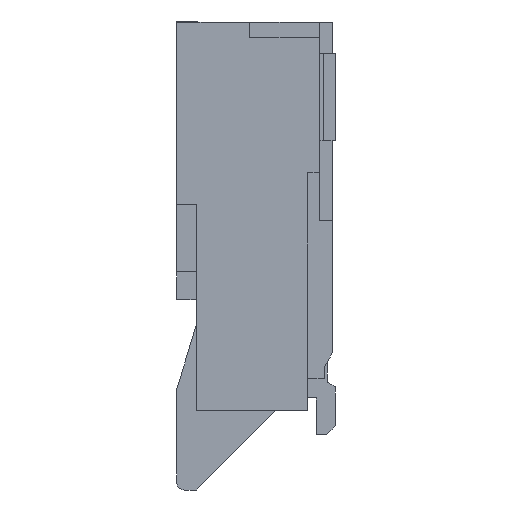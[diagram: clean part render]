
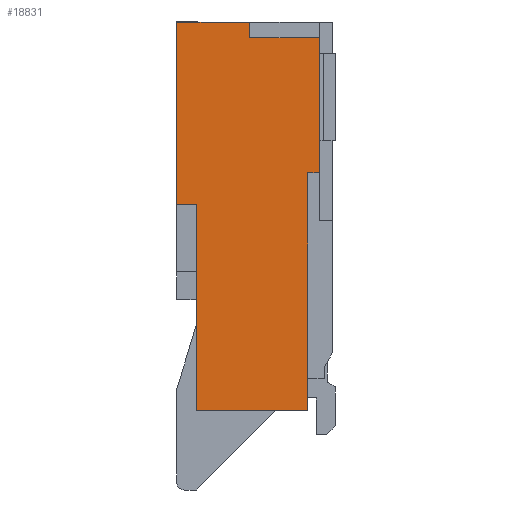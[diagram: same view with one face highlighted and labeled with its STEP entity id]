
A CAD part, left-side view. The second image highlights one B-rep face of the part: STEP entity #18831.
In plain terms, the highlighted planar face has unit normal (-1, 0, 0).
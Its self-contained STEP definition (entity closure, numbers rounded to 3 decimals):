
#358=FACE_OUTER_BOUND('',#1307,.T.);
#1307=EDGE_LOOP('',(#14132,#14133,#14134,#14135,#14136,#14137,#14138,#14139,
#14140,#14141));
#2791=LINE('',#26717,#5544);
#2949=LINE('',#27039,#5702);
#2973=LINE('',#27087,#5726);
#2976=LINE('',#27093,#5729);
#2982=LINE('',#27104,#5735);
#2985=LINE('',#27110,#5738);
#3124=LINE('',#27396,#5877);
#3125=LINE('',#27398,#5878);
#3126=LINE('',#27399,#5879);
#3127=LINE('',#27400,#5880);
#5544=VECTOR('',#21694,1000.);
#5702=VECTOR('',#21942,1000.);
#5726=VECTOR('',#21992,1000.);
#5729=VECTOR('',#21997,1000.);
#5735=VECTOR('',#22007,1000.);
#5738=VECTOR('',#22012,1000.);
#5877=VECTOR('',#22209,1000.);
#5878=VECTOR('',#22210,1000.);
#5879=VECTOR('',#22211,1000.);
#5880=VECTOR('',#22212,1000.);
#8065=VERTEX_POINT('',#26714);
#8066=VERTEX_POINT('',#26716);
#8185=VERTEX_POINT('',#27038);
#8195=VERTEX_POINT('',#27084);
#8196=VERTEX_POINT('',#27086);
#8198=VERTEX_POINT('',#27092);
#8201=VERTEX_POINT('',#27102);
#8203=VERTEX_POINT('',#27108);
#8321=VERTEX_POINT('',#27395);
#8322=VERTEX_POINT('',#27397);
#10133=EDGE_CURVE('',#8065,#8066,#2791,.T.);
#10291=EDGE_CURVE('',#8066,#8185,#2949,.T.);
#10315=EDGE_CURVE('',#8196,#8195,#2973,.T.);
#10318=EDGE_CURVE('',#8196,#8198,#2976,.T.);
#10324=EDGE_CURVE('',#8201,#8065,#2982,.T.);
#10327=EDGE_CURVE('',#8203,#8195,#2985,.T.);
#10468=EDGE_CURVE('',#8321,#8185,#3124,.T.);
#10469=EDGE_CURVE('',#8201,#8322,#3125,.T.);
#10470=EDGE_CURVE('',#8322,#8198,#3126,.T.);
#10471=EDGE_CURVE('',#8321,#8203,#3127,.T.);
#14132=ORIENTED_EDGE('',*,*,#10468,.T.);
#14133=ORIENTED_EDGE('',*,*,#10291,.F.);
#14134=ORIENTED_EDGE('',*,*,#10133,.F.);
#14135=ORIENTED_EDGE('',*,*,#10324,.F.);
#14136=ORIENTED_EDGE('',*,*,#10469,.T.);
#14137=ORIENTED_EDGE('',*,*,#10470,.T.);
#14138=ORIENTED_EDGE('',*,*,#10318,.F.);
#14139=ORIENTED_EDGE('',*,*,#10315,.T.);
#14140=ORIENTED_EDGE('',*,*,#10327,.F.);
#14141=ORIENTED_EDGE('',*,*,#10471,.F.);
#17885=PLANE('',#19794);
#18831=ADVANCED_FACE('',(#358),#17885,.T.);
#19794=AXIS2_PLACEMENT_3D('',#27394,#22207,#22208);
#21694=DIRECTION('',(0.,0.,1.));
#21942=DIRECTION('',(0.,-1.,0.));
#21992=DIRECTION('',(0.,-1.,0.));
#21997=DIRECTION('',(0.,0.,-1.));
#22007=DIRECTION('',(0.,1.,0.));
#22012=DIRECTION('',(0.,0.,-1.));
#22207=DIRECTION('center_axis',(-1.,0.,0.));
#22208=DIRECTION('ref_axis',(0.,0.,1.));
#22209=DIRECTION('',(0.,0.,1.));
#22210=DIRECTION('',(0.,0.,-1.));
#22211=DIRECTION('',(0.,-1.,0.));
#22212=DIRECTION('',(0.,-1.,0.));
#26714=CARTESIAN_POINT('',(-7.75,2.,-2.3));
#26716=CARTESIAN_POINT('',(-7.75,2.,0.));
#26717=CARTESIAN_POINT('',(-7.75,2.,-4.9));
#27038=CARTESIAN_POINT('',(-7.75,1.08,0.));
#27039=CARTESIAN_POINT('',(-7.75,2.,0.));
#27084=CARTESIAN_POINT('',(-7.75,0.2,-1.9));
#27086=CARTESIAN_POINT('',(-7.75,0.35,-1.9));
#27087=CARTESIAN_POINT('',(-7.75,0.35,-1.9));
#27092=CARTESIAN_POINT('',(-7.75,0.35,-4.9));
#27093=CARTESIAN_POINT('',(-7.75,0.35,-4.9));
#27102=CARTESIAN_POINT('',(-7.75,1.75,-2.3));
#27104=CARTESIAN_POINT('',(-7.75,1.75,-2.3));
#27108=CARTESIAN_POINT('',(-7.75,0.2,-0.2));
#27110=CARTESIAN_POINT('',(-7.75,0.2,0.));
#27394=CARTESIAN_POINT('Origin',(-7.75,2.,-4.9));
#27395=CARTESIAN_POINT('',(-7.75,1.08,-0.2));
#27396=CARTESIAN_POINT('',(-7.75,1.08,-0.2));
#27397=CARTESIAN_POINT('',(-7.75,1.75,-4.9));
#27398=CARTESIAN_POINT('',(-7.75,1.75,-4.9));
#27399=CARTESIAN_POINT('',(-7.75,2.,-4.9));
#27400=CARTESIAN_POINT('',(-7.75,0.2,-0.2));
